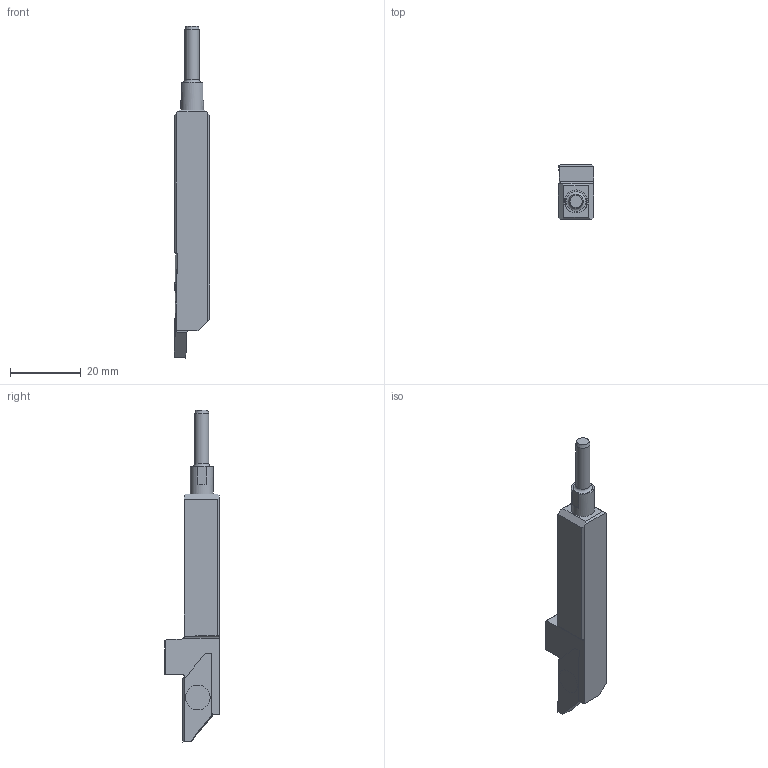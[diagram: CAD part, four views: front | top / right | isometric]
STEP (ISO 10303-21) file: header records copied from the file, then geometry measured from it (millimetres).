
FILE_DESCRIPTION(/* description */ (''),/* implementation_level */ '2;1');
FILE_NAME(/* name */ '1702985464023.stp',/* time_stamp */ '2023-12-19T17:01:18+06:00',/* author */ (''),/* organization */ ('SMS'),/* preprocessor_version */ 'ST-DEVELOPER v16.7',/* originating_system */ 'SIEMENS PLM Software NX 12.0',/* authorisation */ '');
FILE_SCHEMA (('AUTOMOTIVE_DESIGN { 1 0 10303 214 3 1 1 1 }'));
Length unit declared in the file: millimetre
Products named in the file (4): ASSEMBLY_CONSTRUCTION; CUT; 204773977mod000_00; 204773976mod000_00
Assembly tree (3 placements, depth 2):
  204773976mod000_00
    204773977mod000_00
    CUT
    ASSEMBLY_CONSTRUCTION
Bounding box: 10 x 15.5 x 93.83 mm (x, y, z)
Volume: 7108.7 mm3; surface area: 3746.8 mm2
Topology: 2 solids, 2 shells, 53 faces, 134 edges, 95 vertices
Faces by surface type: plane 42, cylinder 7, cone 3, torus 1
Full cylindrical faces by diameter (mm): 4 x1, 4.9 x2, 6.5 x1
Entity records: 1746 total; most frequent: CARTESIAN_POINT 308, DIRECTION 272, ORIENTED_EDGE 248, EDGE_CURVE 124, LINE 100, VECTOR 100, VERTEX_POINT 86, AXIS2_PLACEMENT_3D 86
